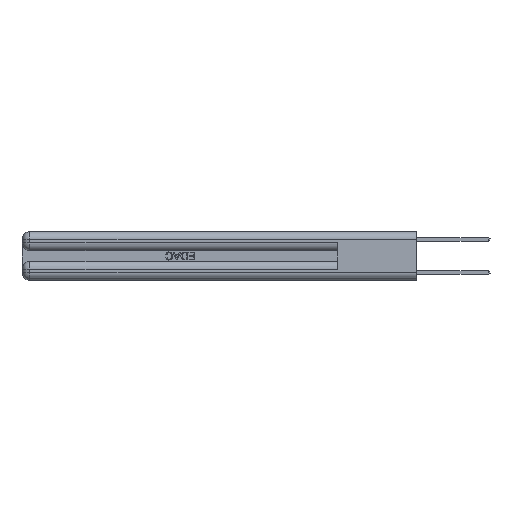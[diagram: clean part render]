
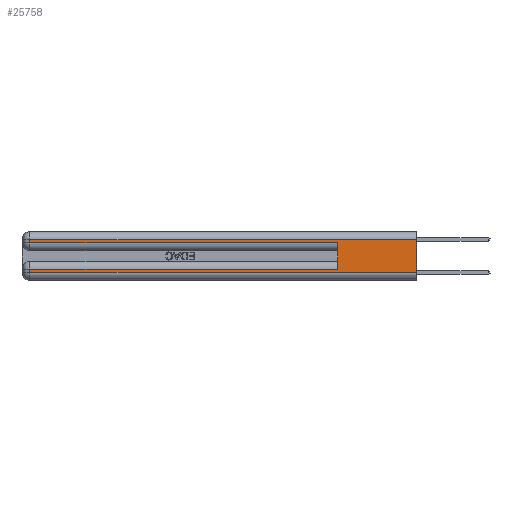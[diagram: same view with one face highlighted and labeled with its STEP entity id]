
A CAD part, left-side view. The second image highlights one B-rep face of the part: STEP entity #25758.
In plain terms, the highlighted planar face has unit normal (-1, 0, 0).
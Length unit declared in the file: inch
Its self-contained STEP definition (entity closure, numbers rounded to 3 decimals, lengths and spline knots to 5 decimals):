
#122 = CARTESIAN_POINT ( 'NONE',  ( 0., 2.94, 0.06 ) ) ;
#509 = EDGE_CURVE ( 'NONE', #1508, #21380, #3852, .T. ) ;
#795 = EDGE_CURVE ( 'NONE', #5122, #1508, #20625, .T. ) ;
#1265 = CARTESIAN_POINT ( 'NONE',  ( 0., 2.94, 0.37 ) ) ;
#1508 = VERTEX_POINT ( 'NONE', #9511 ) ;
#1642 = EDGE_CURVE ( 'NONE', #31661, #15994, #33283, .T. ) ;
#2062 = DIRECTION ( 'NONE',  ( 0., -1., 0. ) ) ;
#2622 = CARTESIAN_POINT ( 'NONE',  ( 0., 0.6, 0.285 ) ) ;
#3852 = LINE ( 'NONE', #1265, #16927 ) ;
#5122 = VERTEX_POINT ( 'NONE', #13106 ) ;
#5141 = DIRECTION ( 'NONE',  ( 0., 0., -1. ) ) ;
#5526 = ORIENTED_EDGE ( 'NONE', *, *, #509, .T. ) ;
#6056 = VERTEX_POINT ( 'NONE', #34708 ) ;
#6156 = DIRECTION ( 'NONE',  ( 1., 0., 0. ) ) ;
#6415 = DIRECTION ( 'NONE',  ( 0., 0., -1. ) ) ;
#6693 = PLANE ( 'NONE',  #33183 ) ;
#6713 = CARTESIAN_POINT ( 'NONE',  ( 0., 0., 0.31 ) ) ;
#7387 = DIRECTION ( 'NONE',  ( 0., 0., 1. ) ) ;
#7574 = CARTESIAN_POINT ( 'NONE',  ( 0., 0., 0.06 ) ) ;
#8213 = CARTESIAN_POINT ( 'NONE',  ( 0., 2.94, 0.37 ) ) ;
#9511 = CARTESIAN_POINT ( 'NONE',  ( 0., 2.94, 0.31 ) ) ;
#10674 = DIRECTION ( 'NONE',  ( 0., 1., 0. ) ) ;
#10904 = ORIENTED_EDGE ( 'NONE', *, *, #36105, .T. ) ;
#12883 = CARTESIAN_POINT ( 'NONE',  ( 0., 0.6, 0.145 ) ) ;
#13106 = CARTESIAN_POINT ( 'NONE',  ( 0., 0., 0.31 ) ) ;
#13849 = EDGE_CURVE ( 'NONE', #6056, #31661, #18575, .T. ) ;
#14474 = ORIENTED_EDGE ( 'NONE', *, *, #18774, .F. ) ;
#15135 = DIRECTION ( 'NONE',  ( 0., 0., -1. ) ) ;
#15194 = ORIENTED_EDGE ( 'NONE', *, *, #795, .T. ) ;
#15424 = CARTESIAN_POINT ( 'NONE',  ( 0., 0., 0.285 ) ) ;
#15994 = VERTEX_POINT ( 'NONE', #122 ) ;
#16192 = CARTESIAN_POINT ( 'NONE',  ( 0., 0., 0.085 ) ) ;
#16304 = VERTEX_POINT ( 'NONE', #2622 ) ;
#16920 = CARTESIAN_POINT ( 'NONE',  ( 0., 2.94, 0.085 ) ) ;
#16927 = VECTOR ( 'NONE', #6415, 39.37008 ) ;
#17880 = CARTESIAN_POINT ( 'NONE',  ( 0., 0., 0.37 ) ) ;
#18575 = LINE ( 'NONE', #16192, #20253 ) ;
#18774 = EDGE_CURVE ( 'NONE', #5122, #30206, #22528, .T. ) ;
#18862 = ORIENTED_EDGE ( 'NONE', *, *, #13849, .T. ) ;
#19802 = ORIENTED_EDGE ( 'NONE', *, *, #22349, .F. ) ;
#20011 = EDGE_CURVE ( 'NONE', #15994, #30206, #36114, .T. ) ;
#20253 = VECTOR ( 'NONE', #10674, 39.37008 ) ;
#20625 = LINE ( 'NONE', #6713, #28140 ) ;
#20698 = VECTOR ( 'NONE', #2062, 39.37008 ) ;
#21380 = VERTEX_POINT ( 'NONE', #29125 ) ;
#22349 = EDGE_CURVE ( 'NONE', #6056, #16304, #23878, .T. ) ;
#22528 = LINE ( 'NONE', #30926, #35226 ) ;
#23144 = VECTOR ( 'NONE', #7387, 39.37008 ) ;
#23389 = DIRECTION ( 'NONE',  ( 0., 1., 0. ) ) ;
#23878 = LINE ( 'NONE', #12883, #23144 ) ;
#24185 = CARTESIAN_POINT ( 'NONE',  ( 0., 0., 0.06 ) ) ;
#24412 = EDGE_LOOP ( 'NONE', ( #14474, #15194, #5526, #10904, #19802, #18862, #28602, #33786 ) ) ;
#25758 = ADVANCED_FACE ( 'NONE', ( #31413 ), #6693, .F. ) ;
#25864 = LINE ( 'NONE', #15424, #28327 ) ;
#28120 = VECTOR ( 'NONE', #32737, 39.37008 ) ;
#28140 = VECTOR ( 'NONE', #23389, 39.37008 ) ;
#28327 = VECTOR ( 'NONE', #31697, 39.37008 ) ;
#28602 = ORIENTED_EDGE ( 'NONE', *, *, #1642, .T. ) ;
#29125 = CARTESIAN_POINT ( 'NONE',  ( 0., 2.94, 0.285 ) ) ;
#30206 = VERTEX_POINT ( 'NONE', #24185 ) ;
#30926 = CARTESIAN_POINT ( 'NONE',  ( 0., 0., 0.37 ) ) ;
#31413 = FACE_OUTER_BOUND ( 'NONE', #24412, .T. ) ;
#31661 = VERTEX_POINT ( 'NONE', #16920 ) ;
#31697 = DIRECTION ( 'NONE',  ( 0., -1., 0. ) ) ;
#32737 = DIRECTION ( 'NONE',  ( 0., 0., -1. ) ) ;
#33183 = AXIS2_PLACEMENT_3D ( 'NONE', #17880, #6156, #15135 ) ;
#33283 = LINE ( 'NONE', #8213, #28120 ) ;
#33786 = ORIENTED_EDGE ( 'NONE', *, *, #20011, .T. ) ;
#34708 = CARTESIAN_POINT ( 'NONE',  ( 0., 0.6, 0.085 ) ) ;
#35226 = VECTOR ( 'NONE', #5141, 39.37008 ) ;
#36105 = EDGE_CURVE ( 'NONE', #21380, #16304, #25864, .T. ) ;
#36114 = LINE ( 'NONE', #7574, #20698 ) ;
